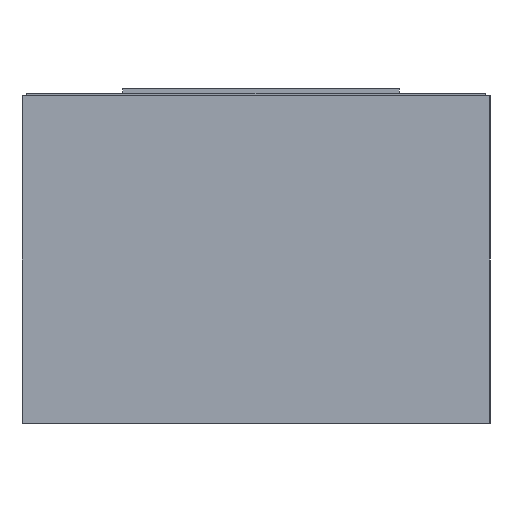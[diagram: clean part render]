
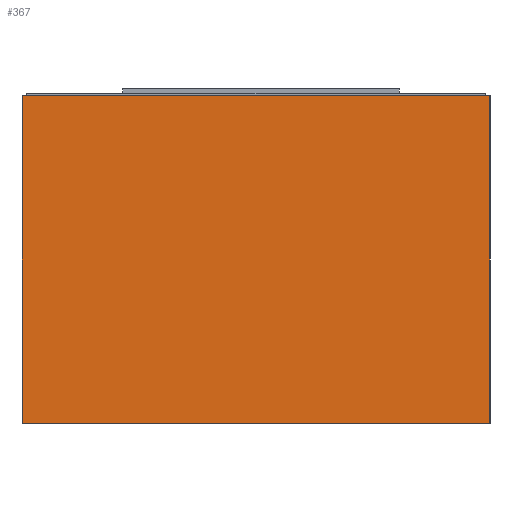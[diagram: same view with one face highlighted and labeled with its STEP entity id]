
A CAD part, left-side view. The second image highlights one B-rep face of the part: STEP entity #367.
In plain terms, the highlighted planar face has unit normal (-1, 0, 0).
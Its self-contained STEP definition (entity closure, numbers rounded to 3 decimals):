
#328=FACE_OUTER_BOUND('',#447,.T.);
#367=ADVANCED_FACE('',(#328),#407,.F.);
#407=PLANE('',#1077);
#447=EDGE_LOOP('',(#535,#536,#537,#538));
#535=ORIENTED_EDGE('',*,*,#809,.T.);
#536=ORIENTED_EDGE('',*,*,#810,.F.);
#537=ORIENTED_EDGE('',*,*,#811,.F.);
#538=ORIENTED_EDGE('',*,*,#806,.T.);
#736=VERTEX_POINT('',#1395);
#737=VERTEX_POINT('',#1397);
#739=VERTEX_POINT('',#1403);
#740=VERTEX_POINT('',#1405);
#806=EDGE_CURVE('',#737,#736,#907,.T.);
#809=EDGE_CURVE('',#736,#739,#910,.T.);
#810=EDGE_CURVE('',#740,#739,#911,.T.);
#811=EDGE_CURVE('',#737,#740,#912,.T.);
#907=LINE('',#1396,#1001);
#910=LINE('',#1402,#1004);
#911=LINE('',#1404,#1005);
#912=LINE('',#1406,#1006);
#1001=VECTOR('',#1150,1.);
#1004=VECTOR('',#1155,1.);
#1005=VECTOR('',#1156,1.);
#1006=VECTOR('',#1157,1.);
#1077=AXIS2_PLACEMENT_3D('',#1407,#1158,#1159);
#1150=DIRECTION('',(0.,-1.,0.));
#1155=DIRECTION('',(0.,0.,1.));
#1156=DIRECTION('',(0.,-1.,0.));
#1157=DIRECTION('',(0.,0.,1.));
#1158=DIRECTION('',(1.,0.,0.));
#1159=DIRECTION('',(0.,0.,-1.));
#1395=CARTESIAN_POINT('',(-0.442,-0.276,0.02));
#1396=CARTESIAN_POINT('',(-0.442,0.232,0.02));
#1397=CARTESIAN_POINT('',(-0.442,0.232,0.02));
#1402=CARTESIAN_POINT('',(-0.442,-0.276,0.376));
#1403=CARTESIAN_POINT('',(-0.442,-0.276,0.376));
#1404=CARTESIAN_POINT('',(-0.442,0.232,0.376));
#1405=CARTESIAN_POINT('',(-0.442,0.232,0.376));
#1406=CARTESIAN_POINT('',(-0.442,0.232,0.376));
#1407=CARTESIAN_POINT('',(-0.442,0.232,0.376));
